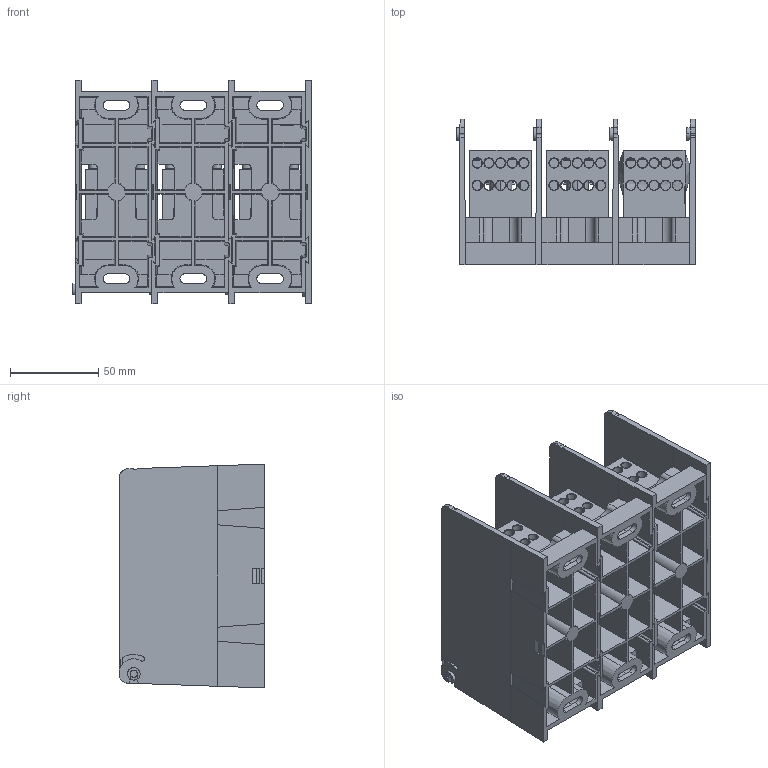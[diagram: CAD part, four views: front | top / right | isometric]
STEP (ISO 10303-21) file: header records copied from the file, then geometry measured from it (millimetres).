
FILE_DESCRIPTION (( 'STEP AP214' ), '1' );
FILE_NAME ('701905rev-3P.STEP', '2015-01-15T18:02:41', ( '' ), ( '' ), 'SwSTEP 2.0', 'SolidWorks 2014', '' );
FILE_SCHEMA (( 'AUTOMOTIVE_DESIGN' ));
Length unit declared in the file: inch
Products named in the file (1): 701905rev-3P
Bounding box: 135.72 x 82.55 x 127.01 mm (x, y, z)
Surface area: 191377.6 mm2 (no closed solid volume)
Topology: 0 solids, 56 shells, 923 faces, 3292 edges, 2325 vertices
Faces by surface type: plane 447, cylinder 282, cone 181, bspline 13
Entity records: 58140 total; most frequent: CARTESIAN_POINT 20472, ORIENTED_EDGE 5323, DIRECTION 4678, EDGE_CURVE 3292, VERTEX_POINT 2325, LINE 1712, VECTOR 1712, AXIS2_PLACEMENT_3D 1483
